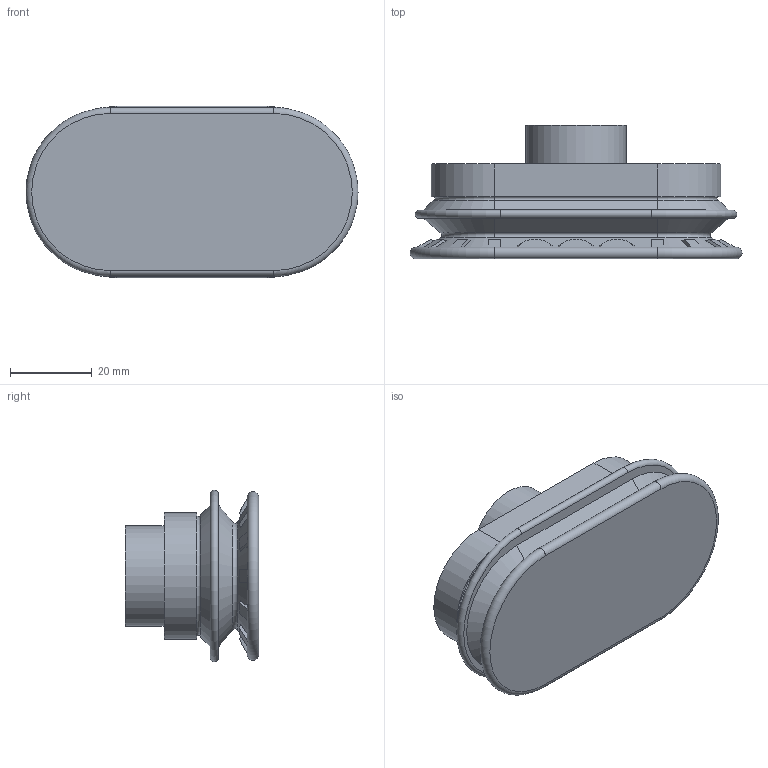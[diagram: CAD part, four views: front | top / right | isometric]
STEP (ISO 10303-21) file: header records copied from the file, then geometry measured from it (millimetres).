
FILE_DESCRIPTION(/* description */ (''),/* implementation_level */ '2;1');
FILE_NAME(/* name */ 'vgf80x40nit_rac25r3-8h.stp',/* time_stamp */ '2020-10-28T09:03:34+01:00',/* author */ ('enginyeria'),/* organization */ (''),/* preprocessor_version */ 'ST-DEVELOPER v17.2',/* originating_system */ 'Autodesk Inventor 2019',/* authorisation */ '');
FILE_SCHEMA (('CONFIG_CONTROL_DESIGN'));
Length unit declared in the file: millimetre
Products named in the file (1): vgf80x40_rac25r3-8h
Bounding box: 81.32 x 32.7 x 42 mm (x, y, z)
Volume: 51723.6 mm3; surface area: 15548.1 mm2
Topology: 1 solids, 2 shells, 149 faces, 392 edges, 252 vertices
Faces by surface type: plane 111, cylinder 15, cone 14, torus 9
Full cylindrical faces by diameter (mm): 14.95 x1, 18.9 x1, 19 x1, 21.6 x1, 24.5 x1
Entity records: 4948 total; most frequent: CARTESIAN_POINT 1253, ORIENTED_EDGE 776, DIRECTION 731, EDGE_CURVE 388, AXIS2_PLACEMENT_3D 255, VERTEX_POINT 250, LINE 221, VECTOR 221
